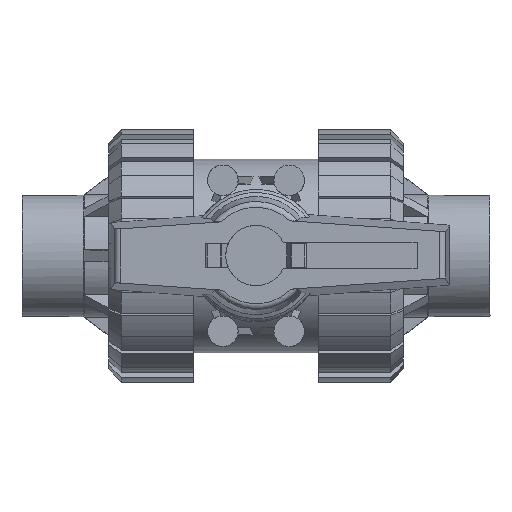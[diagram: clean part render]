
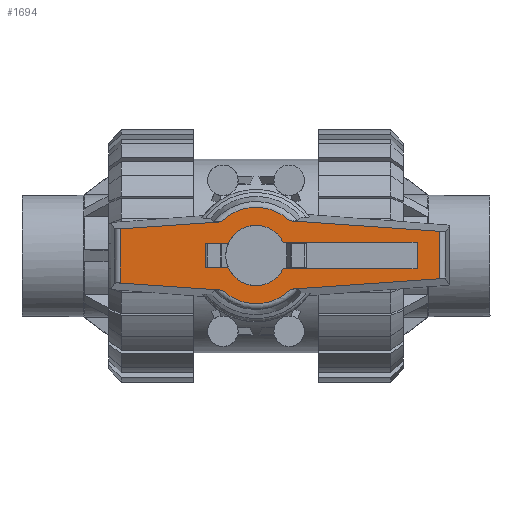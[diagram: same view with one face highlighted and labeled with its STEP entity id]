
A CAD part, top view. The second image highlights one B-rep face of the part: STEP entity #1694.
In plain terms, the highlighted planar face has unit normal (0, 0, 1).
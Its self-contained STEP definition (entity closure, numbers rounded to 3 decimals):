
#390=CARTESIAN_POINT('',(-9.192,-3.938,147.0));
#391=VERTEX_POINT('',#390);
#398=CARTESIAN_POINT('',(8.992,-4.375,147.0));
#399=VERTEX_POINT('',#398);
#400=CARTESIAN_POINT('',(0.0,0.0,147.0));
#401=DIRECTION('',(0.0,0.0,-1.0));
#402=DIRECTION('',(1.0,0.0,0.0));
#403=AXIS2_PLACEMENT_3D('',#400,#401,#402);
#404=CIRCLE('',#403,10.0);
#405=EDGE_CURVE('',#399,#391,#404,.T.);
#424=CARTESIAN_POINT('',(8.992,4.375,147.0));
#425=VERTEX_POINT('',#424);
#432=CARTESIAN_POINT('',(-9.192,3.938,147.0));
#433=VERTEX_POINT('',#432);
#434=CARTESIAN_POINT('',(0.0,0.0,147.0));
#435=DIRECTION('',(0.0,0.0,-1.0));
#436=DIRECTION('',(1.0,0.0,0.0));
#437=AXIS2_PLACEMENT_3D('',#434,#435,#436);
#438=CIRCLE('',#437,10.0);
#439=EDGE_CURVE('',#433,#425,#438,.T.);
#1136=CARTESIAN_POINT('',(53.333,4.375,147.0));
#1137=VERTEX_POINT('',#1136);
#1138=CARTESIAN_POINT('',(8.992,4.375,147.0));
#1139=DIRECTION('',(1.0,0.0,0.0));
#1140=VECTOR('',#1139,44.341);
#1141=LINE('',#1138,#1140);
#1142=EDGE_CURVE('',#425,#1137,#1141,.T.);
#1160=CARTESIAN_POINT('',(53.333,-4.375,147.0));
#1161=VERTEX_POINT('',#1160);
#1162=CARTESIAN_POINT('',(53.333,-4.375,147.0));
#1163=DIRECTION('',(-1.0,0.0,0.0));
#1164=VECTOR('',#1163,44.341);
#1165=LINE('',#1162,#1164);
#1166=EDGE_CURVE('',#1161,#399,#1165,.T.);
#1184=CARTESIAN_POINT('',(53.333,4.375,147.0));
#1185=DIRECTION('',(0.0,-1.0,0.0));
#1186=VECTOR('',#1185,8.75);
#1187=LINE('',#1184,#1186);
#1188=EDGE_CURVE('',#1137,#1161,#1187,.T.);
#1592=CARTESIAN_POINT('',(7.994,0.0,147.0));
#1593=DIRECTION('',(0.0,0.0,1.0));
#1594=DIRECTION('',(1.0,0.0,0.0));
#1595=AXIS2_PLACEMENT_3D('',#1592,#1593,#1594);
#1596=PLANE('',#1595);
#1597=CARTESIAN_POINT('',(-44.912,-9.126,147.0));
#1598=VERTEX_POINT('',#1597);
#1599=CARTESIAN_POINT('',(-11.119,-11.489,147.0));
#1600=VERTEX_POINT('',#1599);
#1601=CARTESIAN_POINT('',(-44.912,-9.126,147.0));
#1602=DIRECTION('',(0.998,-0.07,0.0));
#1603=VECTOR('',#1602,33.875);
#1604=LINE('',#1601,#1603);
#1605=EDGE_CURVE('',#1598,#1600,#1604,.T.);
#1606=ORIENTED_EDGE('',*,*,#1605,.T.);
#1607=CARTESIAN_POINT('',(11.454,-11.155,147.0));
#1608=VERTEX_POINT('',#1607);
#1609=CARTESIAN_POINT('',(0.0,0.0,147.0));
#1610=DIRECTION('',(0.0,0.0,1.0));
#1611=DIRECTION('',(1.0,0.0,0.0));
#1612=AXIS2_PLACEMENT_3D('',#1609,#1610,#1611);
#1613=CIRCLE('',#1612,15.988);
#1614=EDGE_CURVE('',#1600,#1608,#1613,.T.);
#1615=ORIENTED_EDGE('',*,*,#1614,.T.);
#1616=CARTESIAN_POINT('',(60.912,-7.697,147.0));
#1617=VERTEX_POINT('',#1616);
#1618=CARTESIAN_POINT('',(11.454,-11.155,147.0));
#1619=DIRECTION('',(0.998,0.07,0.0));
#1620=VECTOR('',#1619,49.579);
#1621=LINE('',#1618,#1620);
#1622=EDGE_CURVE('',#1608,#1617,#1621,.T.);
#1623=ORIENTED_EDGE('',*,*,#1622,.T.);
#1624=CARTESIAN_POINT('',(60.912,8.007,147.0));
#1625=VERTEX_POINT('',#1624);
#1626=CARTESIAN_POINT('',(60.912,8.007,147.0));
#1627=DIRECTION('',(0.0,-1.0,0.0));
#1628=VECTOR('',#1627,15.704);
#1629=LINE('',#1626,#1628);
#1630=EDGE_CURVE('',#1625,#1617,#1629,.T.);
#1631=ORIENTED_EDGE('',*,*,#1630,.F.);
#1632=CARTESIAN_POINT('',(11.119,11.489,147.0));
#1633=VERTEX_POINT('',#1632);
#1634=CARTESIAN_POINT('',(60.912,8.007,147.0));
#1635=DIRECTION('',(-0.998,0.07,0.0));
#1636=VECTOR('',#1635,49.914);
#1637=LINE('',#1634,#1636);
#1638=EDGE_CURVE('',#1625,#1633,#1637,.T.);
#1639=ORIENTED_EDGE('',*,*,#1638,.T.);
#1640=CARTESIAN_POINT('',(-11.454,11.155,147.0));
#1641=VERTEX_POINT('',#1640);
#1642=CARTESIAN_POINT('',(0.0,0.0,147.0));
#1643=DIRECTION('',(0.0,0.0,1.0));
#1644=DIRECTION('',(1.0,0.0,0.0));
#1645=AXIS2_PLACEMENT_3D('',#1642,#1643,#1644);
#1646=CIRCLE('',#1645,15.988);
#1647=EDGE_CURVE('',#1633,#1641,#1646,.T.);
#1648=ORIENTED_EDGE('',*,*,#1647,.T.);
#1649=CARTESIAN_POINT('',(-44.912,8.816,147.0));
#1650=VERTEX_POINT('',#1649);
#1651=CARTESIAN_POINT('',(-11.454,11.155,147.0));
#1652=DIRECTION('',(-0.998,-0.07,0.0));
#1653=VECTOR('',#1652,33.54);
#1654=LINE('',#1651,#1653);
#1655=EDGE_CURVE('',#1641,#1650,#1654,.T.);
#1656=ORIENTED_EDGE('',*,*,#1655,.T.);
#1657=CARTESIAN_POINT('',(-44.912,8.816,147.0));
#1658=DIRECTION('',(0.0,-1.0,0.0));
#1659=VECTOR('',#1658,17.941);
#1660=LINE('',#1657,#1659);
#1661=EDGE_CURVE('',#1650,#1598,#1660,.T.);
#1662=ORIENTED_EDGE('',*,*,#1661,.T.);
#1663=EDGE_LOOP('',(#1606,#1615,#1623,#1631,#1639,#1648,#1656,#1662));
#1664=FACE_OUTER_BOUND('',#1663,.T.);
#1665=ORIENTED_EDGE('',*,*,#439,.T.);
#1666=ORIENTED_EDGE('',*,*,#1142,.T.);
#1667=ORIENTED_EDGE('',*,*,#1188,.T.);
#1668=ORIENTED_EDGE('',*,*,#1166,.T.);
#1669=ORIENTED_EDGE('',*,*,#405,.T.);
#1670=CARTESIAN_POINT('',(-16.633,-3.938,147.0));
#1671=VERTEX_POINT('',#1670);
#1672=CARTESIAN_POINT('',(-9.192,-3.938,147.0));
#1673=DIRECTION('',(-1.0,0.0,0.0));
#1674=VECTOR('',#1673,7.441);
#1675=LINE('',#1672,#1674);
#1676=EDGE_CURVE('',#391,#1671,#1675,.T.);
#1677=ORIENTED_EDGE('',*,*,#1676,.T.);
#1678=CARTESIAN_POINT('',(-16.633,3.938,147.0));
#1679=VERTEX_POINT('',#1678);
#1680=CARTESIAN_POINT('',(-16.633,-3.938,147.0));
#1681=DIRECTION('',(0.0,1.0,0.0));
#1682=VECTOR('',#1681,7.875);
#1683=LINE('',#1680,#1682);
#1684=EDGE_CURVE('',#1671,#1679,#1683,.T.);
#1685=ORIENTED_EDGE('',*,*,#1684,.T.);
#1686=CARTESIAN_POINT('',(-16.633,3.938,147.0));
#1687=DIRECTION('',(1.0,0.0,0.0));
#1688=VECTOR('',#1687,7.441);
#1689=LINE('',#1686,#1688);
#1690=EDGE_CURVE('',#1679,#433,#1689,.T.);
#1691=ORIENTED_EDGE('',*,*,#1690,.T.);
#1692=EDGE_LOOP('',(#1665,#1666,#1667,#1668,#1669,#1677,#1685,#1691));
#1693=FACE_BOUND('',#1692,.T.);
#1694=ADVANCED_FACE('',(#1664,#1693),#1596,.T.);
